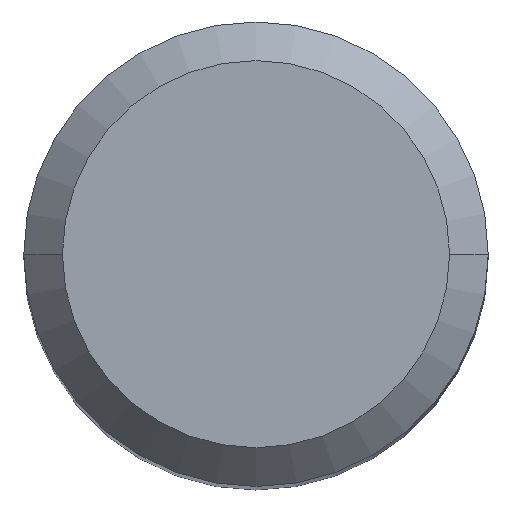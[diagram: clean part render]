
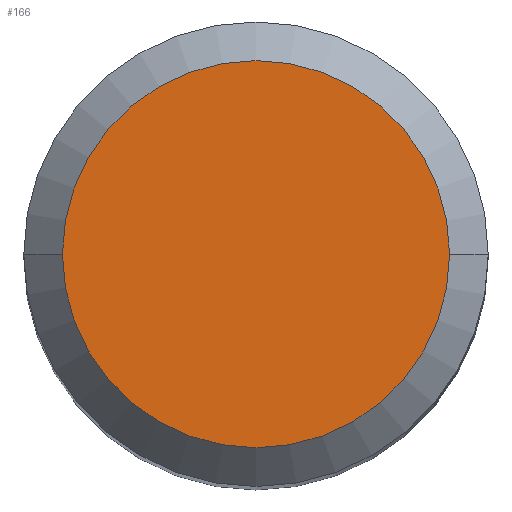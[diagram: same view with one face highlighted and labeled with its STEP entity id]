
A CAD part, top view. The second image highlights one B-rep face of the part: STEP entity #166.
In plain terms, the highlighted planar face has unit normal (0, 0, 1).
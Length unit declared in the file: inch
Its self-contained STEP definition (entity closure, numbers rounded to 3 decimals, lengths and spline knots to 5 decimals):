
#8 = CARTESIAN_POINT ( 'NONE',  ( -0.15625, 0., 0. ) ) ;
#14 = CIRCLE ( 'NONE', #189, 0.15625 ) ;
#25 = ORIENTED_EDGE ( 'NONE', *, *, #275, .T. ) ;
#56 = PLANE ( 'NONE',  #295 ) ;
#82 = CARTESIAN_POINT ( 'NONE',  ( 0.15625, 0., 0. ) ) ;
#92 = VERTEX_POINT ( 'NONE', #8 ) ;
#95 = CARTESIAN_POINT ( 'NONE',  ( 0., 0., 0. ) ) ;
#100 = CIRCLE ( 'NONE', #335, 0.15625 ) ;
#122 = ORIENTED_EDGE ( 'NONE', *, *, #428, .T. ) ;
#129 = VERTEX_POINT ( 'NONE', #82 ) ;
#149 = CARTESIAN_POINT ( 'NONE',  ( 0., 0., 0. ) ) ;
#166 = ADVANCED_FACE ( 'NONE', ( #409 ), #56, .F. ) ;
#189 = AXIS2_PLACEMENT_3D ( 'NONE', #149, #258, #223 ) ;
#198 = DIRECTION ( 'NONE',  ( -1., 0., 0. ) ) ;
#223 = DIRECTION ( 'NONE',  ( 1., 0., 0. ) ) ;
#237 = DIRECTION ( 'NONE',  ( 1., 0., 0. ) ) ;
#258 = DIRECTION ( 'NONE',  ( 0., 0., 1. ) ) ;
#259 = DIRECTION ( 'NONE',  ( 0., 0., -1. ) ) ;
#275 = EDGE_CURVE ( 'NONE', #92, #129, #100, .T. ) ;
#295 = AXIS2_PLACEMENT_3D ( 'NONE', #95, #259, #198 ) ;
#335 = AXIS2_PLACEMENT_3D ( 'NONE', #417, #366, #237 ) ;
#336 = EDGE_LOOP ( 'NONE', ( #25, #122 ) ) ;
#366 = DIRECTION ( 'NONE',  ( 0., 0., 1. ) ) ;
#409 = FACE_OUTER_BOUND ( 'NONE', #336, .T. ) ;
#417 = CARTESIAN_POINT ( 'NONE',  ( 0., 0., 0. ) ) ;
#428 = EDGE_CURVE ( 'NONE', #129, #92, #14, .T. ) ;
